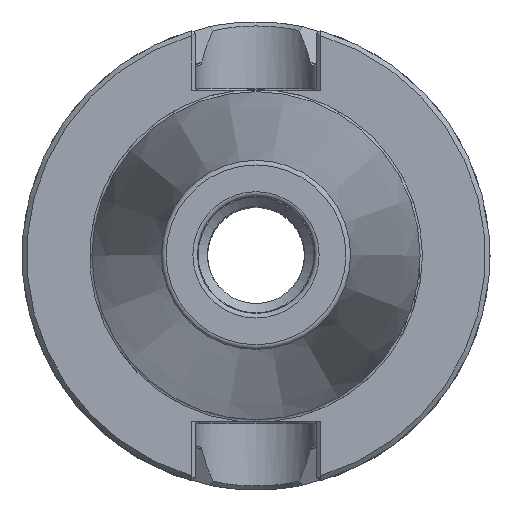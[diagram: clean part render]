
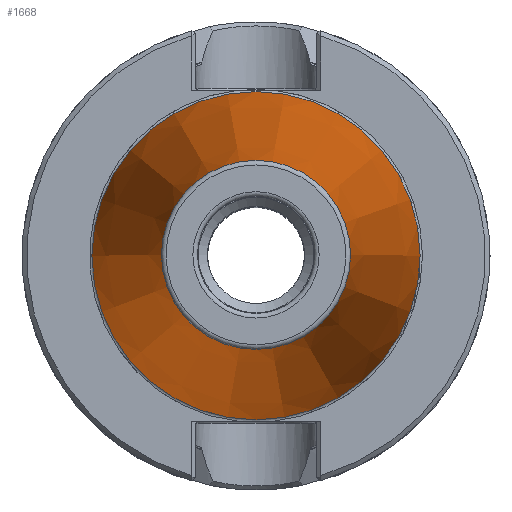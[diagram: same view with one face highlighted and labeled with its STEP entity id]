
A CAD part, top view. The second image highlights one B-rep face of the part: STEP entity #1668.
In plain terms, the highlighted conical face has half-angle 8.297 degrees and reference radius 20.204 mm.
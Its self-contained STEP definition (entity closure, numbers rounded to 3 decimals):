
#678=CONICAL_SURFACE('',#1815,20.204,0.145);
#997=ORIENTED_EDGE('',*,*,#1030,.T.);
#998=ORIENTED_EDGE('',*,*,#1169,.F.);
#1030=EDGE_CURVE('',#1194,#1194,#1310,.T.);
#1169=EDGE_CURVE('',#1285,#1285,#1347,.T.);
#1194=VERTEX_POINT('',#2235);
#1285=VERTEX_POINT('',#2749);
#1310=CIRCLE('',#1719,35.065);
#1347=CIRCLE('',#1814,20.204);
#1453=EDGE_LOOP('',(#997));
#1454=EDGE_LOOP('',(#998));
#1567=FACE_BOUND('',#1453,.T.);
#1568=FACE_BOUND('',#1454,.T.);
#1668=ADVANCED_FACE('',(#1567,#1568),#678,.T.);
#1719=AXIS2_PLACEMENT_3D('',#2234,#1906,#1907);
#1814=AXIS2_PLACEMENT_3D('',#2748,#2152,#2153);
#1815=AXIS2_PLACEMENT_3D('',#2750,#2154,#2155);
#1906=DIRECTION('',(0.,0.,1.));
#1907=DIRECTION('',(1.,0.,0.));
#2152=DIRECTION('',(0.,0.,1.));
#2153=DIRECTION('',(1.,0.,0.));
#2154=DIRECTION('',(0.,0.,-1.));
#2155=DIRECTION('',(-1.,0.,0.));
#2234=CARTESIAN_POINT('',(0.,0.,-0.963));
#2235=CARTESIAN_POINT('',(35.065,0.,-0.963));
#2748=CARTESIAN_POINT('',(0.,0.,100.944));
#2749=CARTESIAN_POINT('',(20.204,0.,100.944));
#2750=CARTESIAN_POINT('',(0.,0.,100.944));
